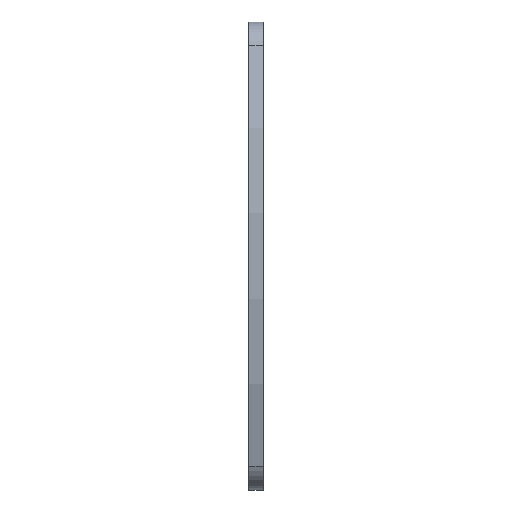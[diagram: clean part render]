
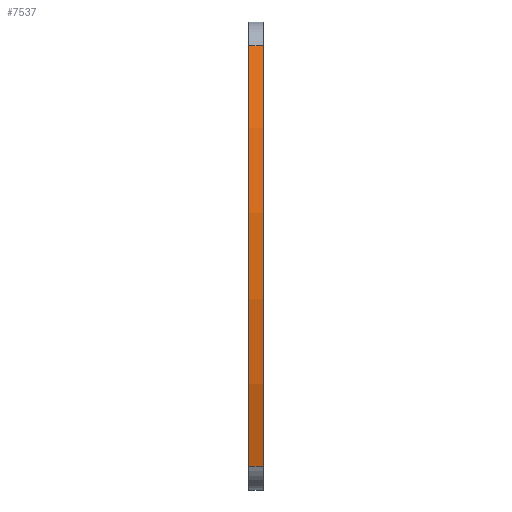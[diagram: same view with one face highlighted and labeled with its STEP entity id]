
A CAD part, left-side view. The second image highlights one B-rep face of the part: STEP entity #7537.
In plain terms, the highlighted cylindrical face has radius 222.732 mm (diameter 445.465 mm), a partial arc.
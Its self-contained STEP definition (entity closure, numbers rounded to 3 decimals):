
#719=FACE_OUTER_BOUND('',#1193,.T.);
#1193=EDGE_LOOP('',(#6589,#6590,#6591,#6592));
#1348=LINE('',#10830,#1917);
#1465=LINE('',#11598,#2034);
#1917=VECTOR('',#8527,10.);
#2034=VECTOR('',#9200,10.);
#2472=CIRCLE('',#7596,222.732);
#2966=CIRCLE('',#8423,222.732);
#3000=VERTEX_POINT('',#10827);
#3001=VERTEX_POINT('',#10829);
#3005=VERTEX_POINT('',#10841);
#3374=VERTEX_POINT('',#11597);
#3747=EDGE_CURVE('',#3000,#3001,#1348,.T.);
#3753=EDGE_CURVE('',#3005,#3001,#2472,.T.);
#4131=EDGE_CURVE('',#3005,#3374,#1465,.T.);
#4779=EDGE_CURVE('',#3000,#3374,#2966,.T.);
#6589=ORIENTED_EDGE('',*,*,#3747,.F.);
#6590=ORIENTED_EDGE('',*,*,#4779,.T.);
#6591=ORIENTED_EDGE('',*,*,#4131,.F.);
#6592=ORIENTED_EDGE('',*,*,#3753,.T.);
#7185=CYLINDRICAL_SURFACE('',#8422,222.732);
#7537=ADVANCED_FACE('',(#719),#7185,.T.);
#7596=AXIS2_PLACEMENT_3D('',#10842,#8538,#8539);
#8422=AXIS2_PLACEMENT_3D('',#12892,#10722,#10723);
#8423=AXIS2_PLACEMENT_3D('',#12893,#10724,#10725);
#8527=DIRECTION('',(0.,1.,0.));
#8538=DIRECTION('center_axis',(0.,-1.,0.));
#8539=DIRECTION('ref_axis',(-0.933,0.,-0.359));
#9200=DIRECTION('',(0.,-1.,0.));
#10722=DIRECTION('center_axis',(0.,1.,0.));
#10723=DIRECTION('ref_axis',(-0.933,0.,-0.359));
#10724=DIRECTION('center_axis',(0.,1.,0.));
#10725=DIRECTION('ref_axis',(-0.933,0.,-0.359));
#10827=CARTESIAN_POINT('',(-88.085,-2.5,-71.872));
#10829=CARTESIAN_POINT('',(-88.085,2.5,-71.872));
#10830=CARTESIAN_POINT('',(-88.085,0.,-71.872));
#10841=CARTESIAN_POINT('',(-88.085,2.5,71.872));
#10842=CARTESIAN_POINT('Origin',(122.732,2.5,0.));
#11597=CARTESIAN_POINT('',(-88.085,-2.5,71.872));
#11598=CARTESIAN_POINT('',(-88.085,0.,71.872));
#12892=CARTESIAN_POINT('Origin',(122.732,0.,0.));
#12893=CARTESIAN_POINT('Origin',(122.732,-2.5,0.));
